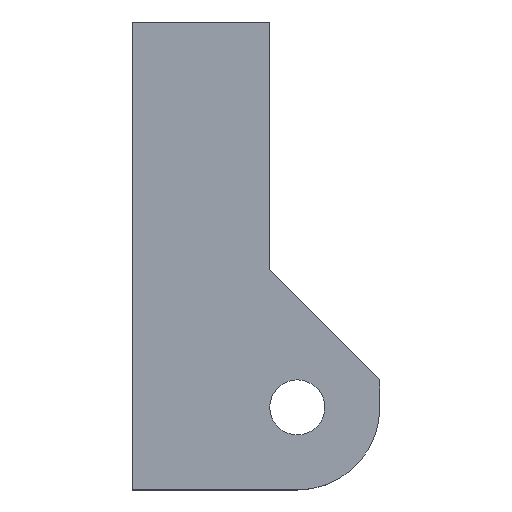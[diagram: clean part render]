
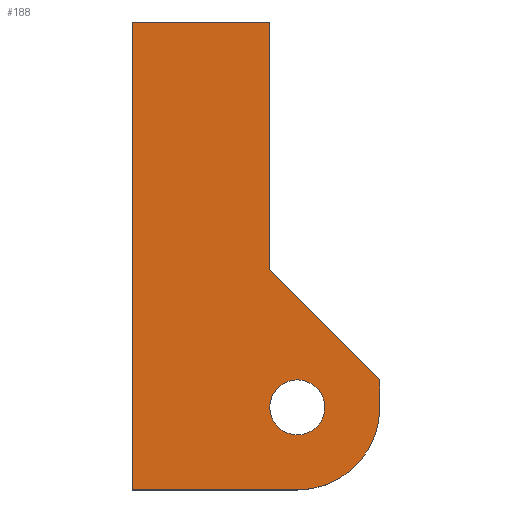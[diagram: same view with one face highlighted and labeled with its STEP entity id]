
A CAD part, top view. The second image highlights one B-rep face of the part: STEP entity #188.
In plain terms, the highlighted planar face has unit normal (0, 0, 1).
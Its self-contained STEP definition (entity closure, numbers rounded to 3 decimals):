
#16=FACE_BOUND('',#42,.T.);
#18=CIRCLE('',#209,5.);
#20=CIRCLE('',#213,15.);
#30=FACE_OUTER_BOUND('',#41,.T.);
#41=EDGE_LOOP('',(#157,#158,#159,#160,#161,#162,#163));
#42=EDGE_LOOP('',(#164));
#45=LINE('',#273,#65);
#49=LINE('',#281,#69);
#54=LINE('',#296,#74);
#61=LINE('',#312,#81);
#62=LINE('',#315,#82);
#63=LINE('',#316,#83);
#65=VECTOR('',#223,10.);
#69=VECTOR('',#229,10.);
#74=VECTOR('',#242,10.);
#81=VECTOR('',#259,10.);
#82=VECTOR('',#262,10.);
#83=VECTOR('',#263,10.);
#85=VERTEX_POINT('',#271);
#86=VERTEX_POINT('',#272);
#89=VERTEX_POINT('',#280);
#92=VERTEX_POINT('',#288);
#93=VERTEX_POINT('',#292);
#95=VERTEX_POINT('',#295);
#98=VERTEX_POINT('',#303);
#100=VERTEX_POINT('',#314);
#101=EDGE_CURVE('',#85,#86,#45,.T.);
#105=EDGE_CURVE('',#89,#85,#49,.T.);
#110=EDGE_CURVE('',#92,#92,#18,.T.);
#112=EDGE_CURVE('',#93,#95,#54,.T.);
#116=EDGE_CURVE('',#95,#98,#20,.T.);
#121=EDGE_CURVE('',#89,#93,#61,.T.);
#122=EDGE_CURVE('',#100,#86,#62,.T.);
#123=EDGE_CURVE('',#100,#98,#63,.T.);
#157=ORIENTED_EDGE('',*,*,#101,.T.);
#158=ORIENTED_EDGE('',*,*,#122,.F.);
#159=ORIENTED_EDGE('',*,*,#123,.T.);
#160=ORIENTED_EDGE('',*,*,#116,.F.);
#161=ORIENTED_EDGE('',*,*,#112,.F.);
#162=ORIENTED_EDGE('',*,*,#121,.F.);
#163=ORIENTED_EDGE('',*,*,#105,.T.);
#164=ORIENTED_EDGE('',*,*,#110,.T.);
#178=PLANE('',#216);
#188=ADVANCED_FACE('',(#30,#16),#178,.T.);
#209=AXIS2_PLACEMENT_3D('',#290,#237,#238);
#213=AXIS2_PLACEMENT_3D('',#304,#249,#250);
#216=AXIS2_PLACEMENT_3D('',#313,#260,#261);
#223=DIRECTION('',(-1.,0.,0.));
#229=DIRECTION('',(0.,1.,0.));
#237=DIRECTION('center_axis',(0.,0.,-1.));
#238=DIRECTION('ref_axis',(1.,0.,0.));
#242=DIRECTION('',(0.,-1.,0.));
#249=DIRECTION('center_axis',(0.,0.,-1.));
#250=DIRECTION('ref_axis',(0.707,-0.707,0.));
#259=DIRECTION('',(0.707,-0.707,0.));
#260=DIRECTION('center_axis',(0.,0.,1.));
#261=DIRECTION('ref_axis',(1.,0.,0.));
#262=DIRECTION('',(0.,1.,0.));
#263=DIRECTION('',(1.,0.,0.));
#271=CARTESIAN_POINT('',(0.,20.,48.));
#272=CARTESIAN_POINT('',(-25.,20.,48.));
#273=CARTESIAN_POINT('',(-21.25,20.,48.));
#280=CARTESIAN_POINT('',(0.,-25.,48.));
#281=CARTESIAN_POINT('',(0.,-25.,48.));
#288=CARTESIAN_POINT('',(0.,-50.,48.));
#290=CARTESIAN_POINT('Origin',(5.,-50.,48.));
#292=CARTESIAN_POINT('',(20.,-45.,48.));
#295=CARTESIAN_POINT('',(20.,-50.,48.));
#296=CARTESIAN_POINT('',(20.,0.,48.));
#303=CARTESIAN_POINT('',(5.,-65.,48.));
#304=CARTESIAN_POINT('Origin',(5.,-50.,48.));
#312=CARTESIAN_POINT('',(-8.75,-16.25,48.));
#313=CARTESIAN_POINT('Origin',(-30.,0.,48.));
#314=CARTESIAN_POINT('',(-25.,-65.,48.));
#315=CARTESIAN_POINT('',(-25.,-12.5,48.));
#316=CARTESIAN_POINT('',(-5.,-65.,48.));
